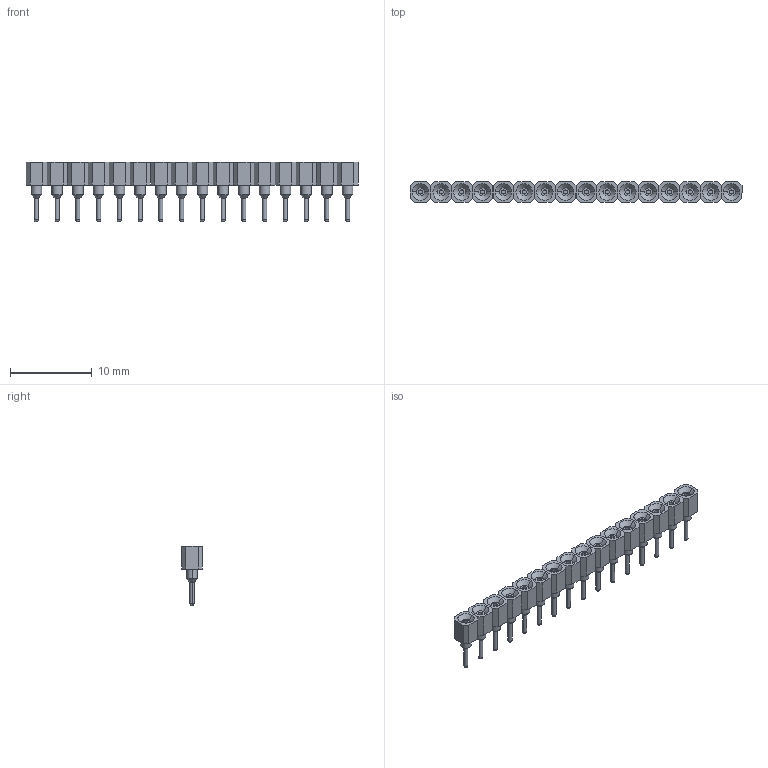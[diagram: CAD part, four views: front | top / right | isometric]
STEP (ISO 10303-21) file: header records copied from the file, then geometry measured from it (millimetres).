
FILE_DESCRIPTION((''),'2;1');
FILE_NAME('TYCO_1-1814655-1.stp','2009-02-18T11:47:06',(''),(''),'Mechanical Desktop 2006','Mechanical Desktop 2006',', , ');
FILE_SCHEMA(('AUTOMOTIVE_DESIGN { 1 2 10303 214 0 1 1 1 }'));
Length unit declared in the file: millimetre
Products named in the file (1): Product
Bounding box: 40.64 x 2.54 x 7.3 mm (x, y, z)
Volume: 283.4 mm3; surface area: 864.7 mm2
Topology: 48 solids, 48 shells, 416 faces, 896 edges, 560 vertices
Faces by surface type: plane 224, cylinder 96, cone 64, sphere 32
Entity records: 10953 total; most frequent: DIRECTION 1986, CARTESIAN_POINT 1809, ORIENTED_EDGE 1696, EDGE_CURVE 848, AXIS2_PLACEMENT_3D 721, VERTEX_POINT 544, VECTOR 544, LINE 544
